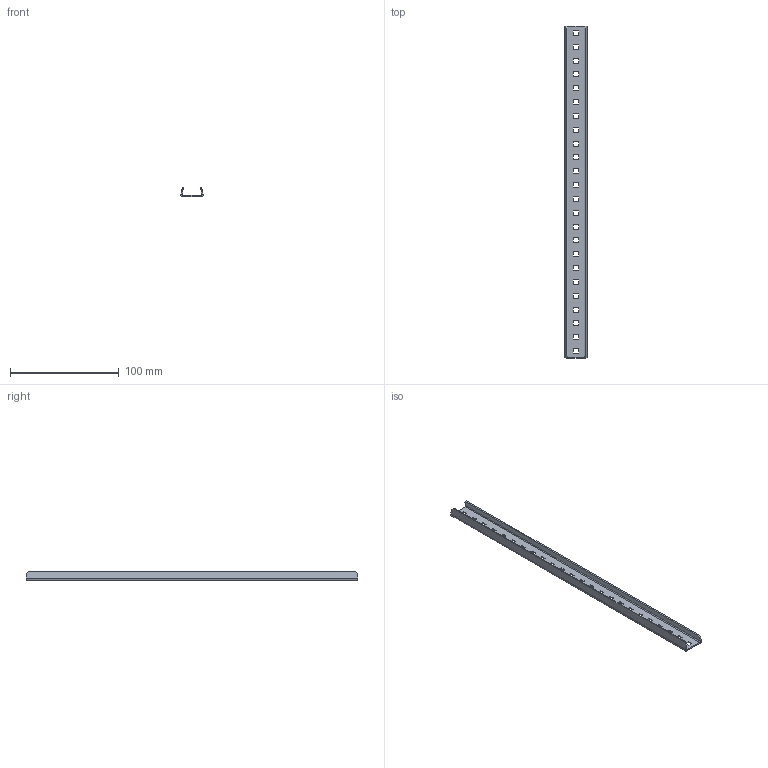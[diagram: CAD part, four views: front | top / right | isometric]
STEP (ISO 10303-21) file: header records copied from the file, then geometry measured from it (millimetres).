
FILE_DESCRIPTION(/* description */ ('STEP AP203'),/* implementation_level */ '2;1');
FILE_NAME(/* name */ 'Linear Slide (NEW).ipt.step',/* time_stamp */ '2020-04-16T23:03:47-04:00',/* author */ (''),/* organization */ (''),/* preprocessor_version */ 'ST-DEVELOPER v17',/* originating_system */ 'Autodesk Inventor 2019',/* authorisation */ '');
FILE_SCHEMA (('AUTOMOTIVE_DESIGN { 1 0 10303 214 3 1 1 }'));
Length unit declared in the file: inch
Products named in the file (1): Linear Slide (NEW)
Bounding box: 20.83 x 304.8 x 8.8 mm (x, y, z)
Volume: 12191.9 mm3; surface area: 21637.5 mm2
Topology: 1 solids, 1 shells, 210 faces, 624 edges, 416 vertices
Faces by surface type: plane 110, cylinder 100
Entity records: 7225 total; most frequent: CARTESIAN_POINT 1251, ORIENTED_EDGE 1248, DIRECTION 1246, EDGE_CURVE 624, LINE 424, VECTOR 424, VERTEX_POINT 416, AXIS2_PLACEMENT_3D 411
